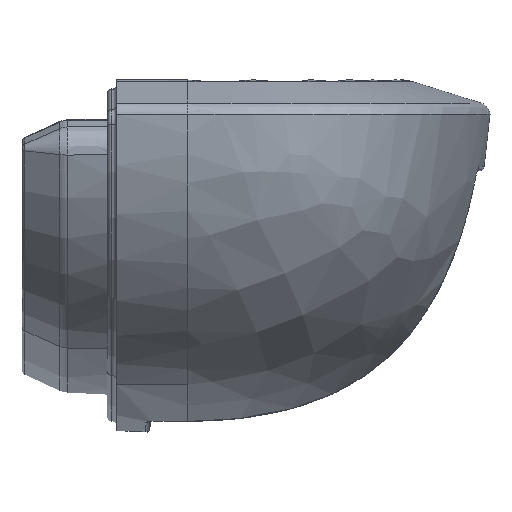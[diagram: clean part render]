
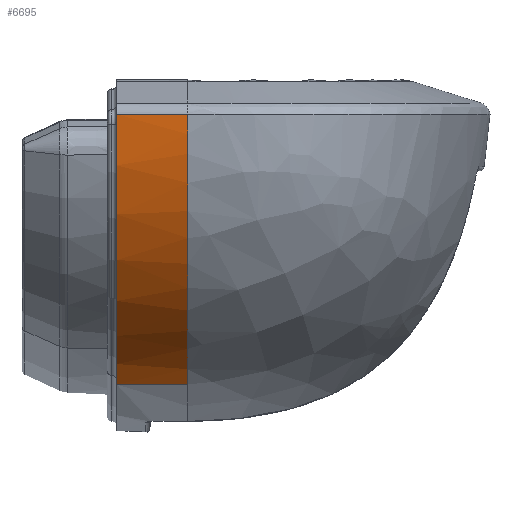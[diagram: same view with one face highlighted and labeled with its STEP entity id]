
A CAD part, left-side view. The second image highlights one B-rep face of the part: STEP entity #6695.
In plain terms, the highlighted cylindrical face has radius 13 mm (diameter 26 mm), a partial arc.
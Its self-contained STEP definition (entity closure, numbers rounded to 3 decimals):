
#126 = EDGE_CURVE ( 'NONE', #19269, #11353, #16451, .T. ) ;
#591 = DIRECTION ( 'NONE',  ( 0., 1., 0. ) ) ;
#1031 = CARTESIAN_POINT ( 'NONE',  ( -17.062, -72.8, -4.699 ) ) ;
#1103 = CARTESIAN_POINT ( 'NONE',  ( -21.39, -72.8, 2.983 ) ) ;
#1572 = CARTESIAN_POINT ( 'NONE',  ( -8.513, -69.8, 5.177 ) ) ;
#1712 = VERTEX_POINT ( 'NONE', #19553 ) ;
#2420 = CARTESIAN_POINT ( 'NONE',  ( -12.612, -72.8, -7.16 ) ) ;
#2712 = VECTOR ( 'NONE', #10492, 1000. ) ;
#2753 = LINE ( 'NONE', #9518, #15239 ) ;
#2770 = CARTESIAN_POINT ( 'NONE',  ( -12.612, -72.8, -7.16 ) ) ;
#4116 = AXIS2_PLACEMENT_3D ( 'NONE', #1572, #8452, #15530 ) ;
#4175 = VERTEX_POINT ( 'NONE', #6126 ) ;
#4322 = CYLINDRICAL_SURFACE ( 'NONE', #21367, 13. ) ;
#6126 = CARTESIAN_POINT ( 'NONE',  ( -12.612, -69.8, -7.16 ) ) ;
#6340 = CARTESIAN_POINT ( 'NONE',  ( -20.197, -72.8, -0.664 ) ) ;
#6566 = CIRCLE ( 'NONE', #4116, 13. ) ;
#6695 = ADVANCED_FACE ( 'NONE', ( #12226 ), #4322, .T. ) ;
#6890 = DIRECTION ( 'NONE',  ( 0., 0., -1. ) ) ;
#7053 = CARTESIAN_POINT ( 'NONE',  ( -21.48, -71.3, 4.257 ) ) ;
#7993 = CARTESIAN_POINT ( 'NONE',  ( -13.824, -72.8, -6.757 ) ) ;
#8007 = ORIENTED_EDGE ( 'NONE', *, *, #18518, .F. ) ;
#8138 = CARTESIAN_POINT ( 'NONE',  ( -21.48, -72.8, 4.257 ) ) ;
#8452 = DIRECTION ( 'NONE',  ( 0., 1., 0. ) ) ;
#9051 = ORIENTED_EDGE ( 'NONE', *, *, #21251, .T. ) ;
#9518 = CARTESIAN_POINT ( 'NONE',  ( -12.612, -72.8, -7.16 ) ) ;
#9739 = CARTESIAN_POINT ( 'NONE',  ( -14.976, -72.8, -6.174 ) ) ;
#10167 = CARTESIAN_POINT ( 'NONE',  ( -8.513, -72.8, 5.177 ) ) ;
#10492 = DIRECTION ( 'NONE',  ( 0., 1., 0. ) ) ;
#11353 = VERTEX_POINT ( 'NONE', #18348 ) ;
#12226 = FACE_OUTER_BOUND ( 'NONE', #19194, .T. ) ;
#13806 = DIRECTION ( 'NONE',  ( 0., 1., 0. ) ) ;
#15239 = VECTOR ( 'NONE', #591, 1000. ) ;
#15530 = DIRECTION ( 'NONE',  ( 0., 0., 1. ) ) ;
#16451 = B_SPLINE_CURVE_WITH_KNOTS ( 'NONE', 3,
 ( #2770, #7993, #9739, #1031, #21811, #20142, #6340, #21890, #1103, #8138 ),
 .UNSPECIFIED., .F., .F.,
 ( 4, 2, 2, 2, 4 ),
 ( 0., 0.245, 0.489, 0.734, 0.978 ),
 .UNSPECIFIED. ) ;
#17109 = LINE ( 'NONE', #7053, #2712 ) ;
#18348 = CARTESIAN_POINT ( 'NONE',  ( -21.48, -72.8, 4.257 ) ) ;
#18518 = EDGE_CURVE ( 'NONE', #4175, #1712, #6566, .T. ) ;
#19194 = EDGE_LOOP ( 'NONE', ( #19380, #9051, #8007, #21588 ) ) ;
#19269 = VERTEX_POINT ( 'NONE', #2420 ) ;
#19380 = ORIENTED_EDGE ( 'NONE', *, *, #126, .T. ) ;
#19553 = CARTESIAN_POINT ( 'NONE',  ( -21.48, -69.8, 4.257 ) ) ;
#19601 = EDGE_CURVE ( 'NONE', #19269, #4175, #2753, .T. ) ;
#20142 = CARTESIAN_POINT ( 'NONE',  ( -19.563, -72.8, -1.789 ) ) ;
#21251 = EDGE_CURVE ( 'NONE', #11353, #1712, #17109, .T. ) ;
#21367 = AXIS2_PLACEMENT_3D ( 'NONE', #10167, #13806, #6890 ) ;
#21588 = ORIENTED_EDGE ( 'NONE', *, *, #19601, .F. ) ;
#21811 = CARTESIAN_POINT ( 'NONE',  ( -17.995, -72.8, -3.807 ) ) ;
#21890 = CARTESIAN_POINT ( 'NONE',  ( -21.11, -72.8, 1.722 ) ) ;
